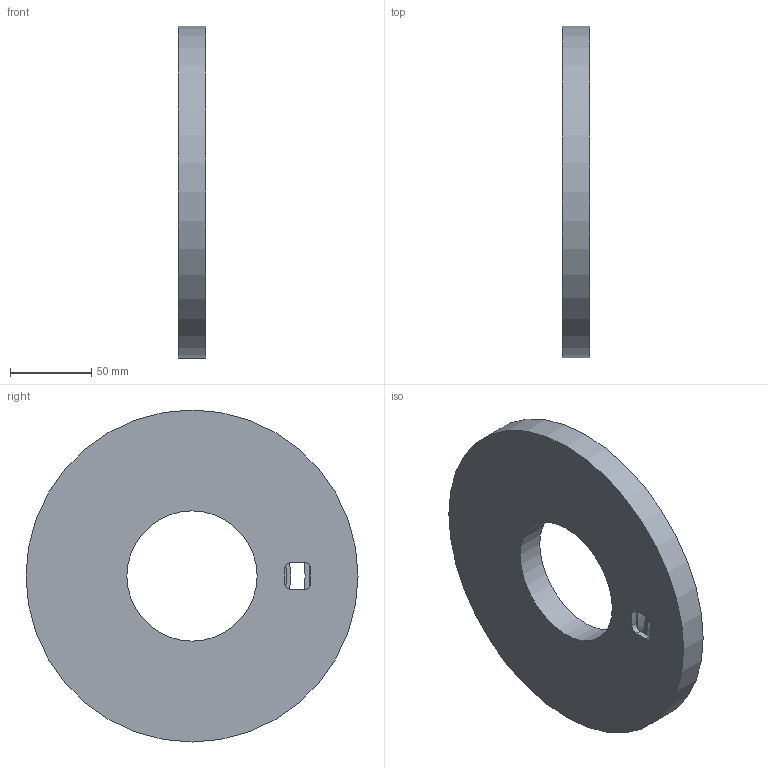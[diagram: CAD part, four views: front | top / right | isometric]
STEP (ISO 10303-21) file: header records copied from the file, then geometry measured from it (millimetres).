
FILE_DESCRIPTION(/* description */ (''),/* implementation_level */ '2;1');
FILE_NAME(/* name */ '9.FL.F90T2-PAR.stp',/* time_stamp */ '2023-07-25T15:35:56-04:00',/* author */ ('jkrenzer'),/* organization */ (''),/* preprocessor_version */ 'ST-DEVELOPER v18.1',/* originating_system */ 'Autodesk Inventor 2022',/* authorisation */ '');
FILE_SCHEMA (('AUTOMOTIVE_DESIGN { 1 0 10303 214 3 1 1 }'));
Products named in the file (2): 9.FL.F90T2-PAR; 9_FL_F90T2   (MTC, Universal Flange, Type 2)
Assembly tree (1 placements, depth 2):
  9.FL.F90T2-PAR
    9_FL_F90T2   (MTC, Universal Flange, Type 2)
Bounding box: 17 x 204 x 204 mm (x, y, z)
Volume: 403100.8 mm3; surface area: 85959.8 mm2
Topology: 1 solids, 1 shells, 22 faces, 54 edges, 36 vertices
Faces by surface type: plane 12, cylinder 10
Full cylindrical faces by diameter (mm): 80 x1, 116 x1, 121.4 x1, 139 x1, 145 x1, 204 x1
Entity records: 743 total; most frequent: DIRECTION 132, CARTESIAN_POINT 115, ORIENTED_EDGE 108, EDGE_CURVE 54, AXIS2_PLACEMENT_3D 53, VERTEX_POINT 36, EDGE_LOOP 28, CIRCLE 28
